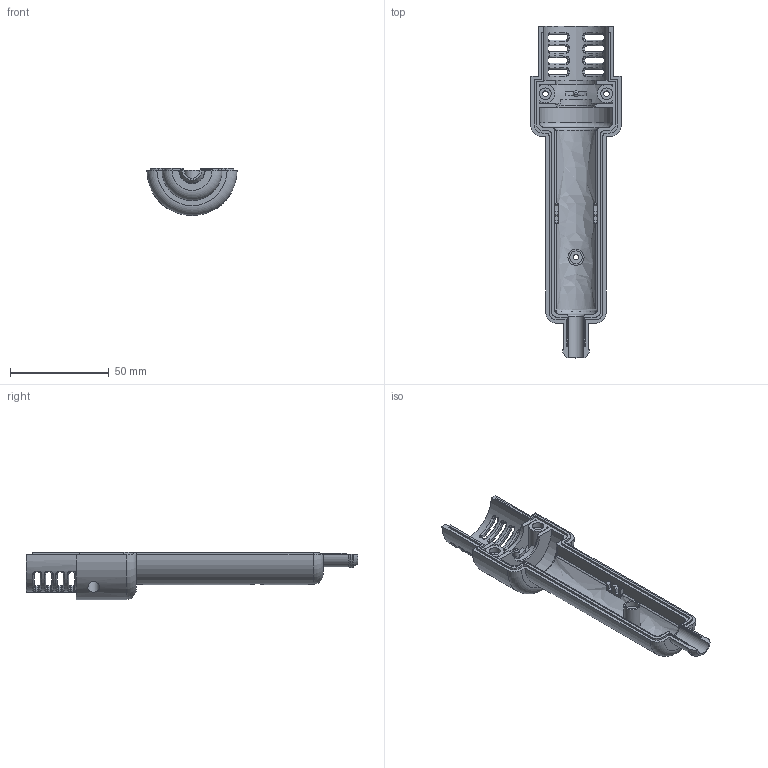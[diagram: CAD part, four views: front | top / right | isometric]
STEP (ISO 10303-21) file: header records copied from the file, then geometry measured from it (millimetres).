
FILE_DESCRIPTION(/* description */ ('STEP AP242','CAx-IF Rec.Pracs.---Representation and Presentation of Product Manufacturing Information (PMI)---4.0---2014-10-13','CAx-IF Rec.Pracs.---3D Tessellated Geometry---0.4---2014-09-14','2;1'),/* implementation_level */ '2;1');
FILE_NAME(/* name */ '66721daa509be41f8934c002',/* time_stamp */ '2024-06-18T23:52:11Z',/* author */ (''),/* organization */ (''),/* preprocessor_version */ 'ST-DEVELOPER v20',/* originating_system */ ' ',/* authorisation */ ' ');
FILE_SCHEMA (('AP242_MANAGED_MODEL_BASED_3D_ENGINEERING_MIM_LF { 1 0 10303 442 1 1 4 }'));
Length unit declared in the file: metre
Products named in the file (2): Bottom Shell; Bottom - Complete
Assembly tree (1 placements, depth 2):
  Bottom Shell
    Bottom - Complete
Bounding box: 45.72 x 168.15 x 23.88 mm (x, y, z)
Volume: 29772 mm3; surface area: 21855.2 mm2
Topology: 1 solids, 1 shells, 368 faces, 941 edges, 579 vertices
Faces by surface type: plane 142, cylinder 113, bspline 66, torus 43, cone 2, sphere 2
Full cylindrical faces by diameter (mm): 2.794 x3, 2.799 x1, 5.842 x4, 6.35 x2, 8.128 x1
Entity records: 12181 total; most frequent: CARTESIAN_POINT 3565, ORIENTED_EDGE 1848, DIRECTION 1730, EDGE_CURVE 924, AXIS2_PLACEMENT_3D 644, VERTEX_POINT 576, LINE 442, VECTOR 442
